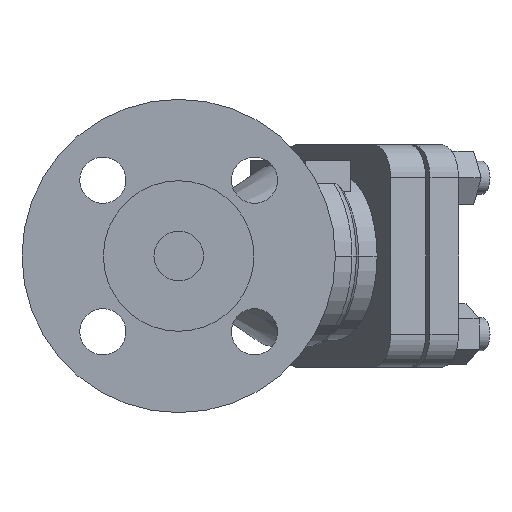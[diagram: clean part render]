
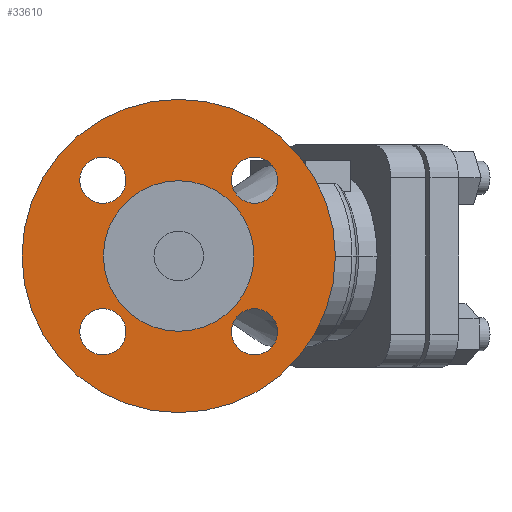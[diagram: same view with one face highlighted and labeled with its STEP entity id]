
A CAD part, left-side view. The second image highlights one B-rep face of the part: STEP entity #33610.
In plain terms, the highlighted planar face has unit normal (-1, 0, 0).
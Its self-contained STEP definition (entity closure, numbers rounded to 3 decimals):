
#3300=CARTESIAN_POINT('',(8.065,0.,0.));
#3310=DIRECTION('',(1.,0.,0.));
#3320=DIRECTION('',(0.,1.,0.));
#3330=AXIS2_PLACEMENT_3D('',#3300,#3310,#3320);
#3340=CYLINDRICAL_SURFACE('',#3330,22.815);
#3410=CARTESIAN_POINT('',(2.74,22.815,0.));
#3420=VERTEX_POINT('',#3410);
#3460=CARTESIAN_POINT('',(2.74,0.,0.));
#3470=DIRECTION('',(-1.,0.,0.));
#3480=DIRECTION('',(0.,1.,0.));
#3490=AXIS2_PLACEMENT_3D('',#3460,#3470,#3480);
#3500=CIRCLE('',#3490,22.815);
#3510=CARTESIAN_POINT('',(2.74,-22.815,0.));
#3520=VERTEX_POINT('',#3510);
#3530=CARTESIAN_POINT('',(2.74,0.,0.));
#3540=DIRECTION('',(1.,0.,0.));
#3550=DIRECTION('',(0.,0.,-1.));
#3560=AXIS2_PLACEMENT_3D('',#3530,#3540,#3550);
#3570=PLANE('',#3560);
#3580=SURFACE_CURVE('',#3500,(#3340,#3570),.CURVE_3D.);
#3590=EDGE_CURVE('',#3520,#3420,#3580,.T.);
#5430=CARTESIAN_POINT('',(16.13,0.,0.));
#5440=DIRECTION('',(1.,0.,0.));
#5450=DIRECTION('',(0.,0.,-1.));
#5460=AXIS2_PLACEMENT_3D('',#5430,#5440,#5450);
#5470=CYLINDRICAL_SURFACE('',#5460,47.5);
#5520=CARTESIAN_POINT('',(2.74,0.,-47.5));
#5530=VERTEX_POINT('',#5520);
#5590=CARTESIAN_POINT('',(2.74,0.,0.));
#5600=DIRECTION('',(1.,0.,0.));
#5610=DIRECTION('',(0.,0.,-1.));
#5620=AXIS2_PLACEMENT_3D('',#5590,#5600,#5610);
#5630=CIRCLE('',#5620,47.5);
#5640=CARTESIAN_POINT('',(2.74,0.,47.5));
#5650=VERTEX_POINT('',#5640);
#5660=SURFACE_CURVE('',#5630,(#5470,#3570),.CURVE_3D.);
#5670=EDGE_CURVE('',#5650,#5530,#5660,.T.);
#5890=CARTESIAN_POINT('',(16.13,22.981,-22.981));
#5900=DIRECTION('',(1.,0.,0.));
#5910=DIRECTION('',(0.,0.,-1.));
#5920=AXIS2_PLACEMENT_3D('',#5890,#5900,#5910);
#5930=CYLINDRICAL_SURFACE('',#5920,7.);
#5980=CARTESIAN_POINT('',(2.74,22.981,-15.981));
#5990=VERTEX_POINT('',#5980);
#6190=CARTESIAN_POINT('',(2.74,22.981,-29.981));
#6200=VERTEX_POINT('',#6190);
#6240=CARTESIAN_POINT('',(2.74,22.981,-22.981));
#6250=DIRECTION('',(-1.,0.,0.));
#6260=DIRECTION('',(0.,0.,-1.));
#6270=AXIS2_PLACEMENT_3D('',#6240,#6250,#6260);
#6280=CIRCLE('',#6270,7.);
#6290=SURFACE_CURVE('',#6280,(#5930,#3570),.CURVE_3D.);
#6300=EDGE_CURVE('',#5990,#6200,#6290,.T.);
#6350=CARTESIAN_POINT('',(16.13,-22.981,-22.981));
#6360=DIRECTION('',(1.,0.,0.));
#6370=DIRECTION('',(0.,0.,-1.));
#6380=AXIS2_PLACEMENT_3D('',#6350,#6360,#6370);
#6390=CYLINDRICAL_SURFACE('',#6380,7.);
#6440=CARTESIAN_POINT('',(2.74,-22.981,-29.981));
#6450=VERTEX_POINT('',#6440);
#6650=CARTESIAN_POINT('',(2.74,-22.981,-15.981));
#6660=VERTEX_POINT('',#6650);
#6700=CARTESIAN_POINT('',(2.74,-22.981,-22.981));
#6710=DIRECTION('',(-1.,0.,0.));
#6720=DIRECTION('',(0.,0.,-1.));
#6730=AXIS2_PLACEMENT_3D('',#6700,#6710,#6720);
#6740=CIRCLE('',#6730,7.);
#6750=SURFACE_CURVE('',#6740,(#6390,#3570),.CURVE_3D.);
#6760=EDGE_CURVE('',#6450,#6660,#6750,.T.);
#6810=CARTESIAN_POINT('',(16.13,22.981,22.981));
#6820=DIRECTION('',(1.,0.,0.));
#6830=DIRECTION('',(0.,0.,-1.));
#6840=AXIS2_PLACEMENT_3D('',#6810,#6820,#6830);
#6850=CYLINDRICAL_SURFACE('',#6840,7.);
#6900=CARTESIAN_POINT('',(2.74,22.981,15.981));
#6910=VERTEX_POINT('',#6900);
#7110=CARTESIAN_POINT('',(2.74,22.981,29.981));
#7120=VERTEX_POINT('',#7110);
#7160=CARTESIAN_POINT('',(2.74,22.981,22.981));
#7170=DIRECTION('',(-1.,0.,0.));
#7180=DIRECTION('',(0.,0.,-1.));
#7190=AXIS2_PLACEMENT_3D('',#7160,#7170,#7180);
#7200=CIRCLE('',#7190,7.);
#7210=SURFACE_CURVE('',#7200,(#6850,#3570),.CURVE_3D.);
#7220=EDGE_CURVE('',#6910,#7120,#7210,.T.);
#7270=CARTESIAN_POINT('',(16.13,-22.981,22.981));
#7280=DIRECTION('',(1.,0.,0.));
#7290=DIRECTION('',(0.,0.,-1.));
#7300=AXIS2_PLACEMENT_3D('',#7270,#7280,#7290);
#7310=CYLINDRICAL_SURFACE('',#7300,7.);
#7360=CARTESIAN_POINT('',(2.74,-22.981,15.981));
#7370=VERTEX_POINT('',#7360);
#7430=CARTESIAN_POINT('',(2.74,-22.981,22.981));
#7440=DIRECTION('',(-1.,0.,0.));
#7450=DIRECTION('',(0.,0.,-1.));
#7460=AXIS2_PLACEMENT_3D('',#7430,#7440,#7450);
#7470=CIRCLE('',#7460,7.);
#7480=CARTESIAN_POINT('',(2.74,-22.981,29.981));
#7490=VERTEX_POINT('',#7480);
#7500=SURFACE_CURVE('',#7470,(#7310,#3570),.CURVE_3D.);
#7510=EDGE_CURVE('',#7490,#7370,#7500,.T.);
#33250=ORIENTED_EDGE('',*,*,#7510,.F.);
#33260=SURFACE_CURVE('',#7470,(#7310,#3570),.CURVE_3D.);
#33270=EDGE_CURVE('',#7370,#7490,#33260,.T.);
#33280=ORIENTED_EDGE('',*,*,#33270,.F.);
#33290=EDGE_LOOP('',(#33280,#33250));
#33300=FACE_BOUND('',#33290,.T.);
#33310=SURFACE_CURVE('',#7200,(#6850,#3570),.CURVE_3D.);
#33320=EDGE_CURVE('',#7120,#6910,#33310,.T.);
#33330=ORIENTED_EDGE('',*,*,#33320,.F.);
#33340=ORIENTED_EDGE('',*,*,#7220,.F.);
#33350=EDGE_LOOP('',(#33340,#33330));
#33360=FACE_BOUND('',#33350,.T.);
#33370=SURFACE_CURVE('',#6740,(#6390,#3570),.CURVE_3D.);
#33380=EDGE_CURVE('',#6660,#6450,#33370,.T.);
#33390=ORIENTED_EDGE('',*,*,#33380,.F.);
#33400=ORIENTED_EDGE('',*,*,#6760,.F.);
#33410=EDGE_LOOP('',(#33400,#33390));
#33420=FACE_BOUND('',#33410,.T.);
#33430=SURFACE_CURVE('',#6280,(#5930,#3570),.CURVE_3D.);
#33440=EDGE_CURVE('',#6200,#5990,#33430,.T.);
#33450=ORIENTED_EDGE('',*,*,#33440,.F.);
#33460=ORIENTED_EDGE('',*,*,#6300,.F.);
#33470=EDGE_LOOP('',(#33460,#33450));
#33480=FACE_BOUND('',#33470,.T.);
#33490=ORIENTED_EDGE('',*,*,#5670,.F.);
#33500=SURFACE_CURVE('',#5630,(#5470,#3570),.CURVE_3D.);
#33510=EDGE_CURVE('',#5530,#5650,#33500,.T.);
#33520=ORIENTED_EDGE('',*,*,#33510,.F.);
#33530=EDGE_LOOP('',(#33520,#33490));
#33540=FACE_OUTER_BOUND('',#33530,.T.);
#33550=ORIENTED_EDGE('',*,*,#3590,.F.);
#33560=SURFACE_CURVE('',#3500,(#3340,#3570),.CURVE_3D.);
#33570=EDGE_CURVE('',#3420,#3520,#33560,.T.);
#33580=ORIENTED_EDGE('',*,*,#33570,.F.);
#33590=EDGE_LOOP('',(#33580,#33550));
#33600=FACE_BOUND('',#33590,.T.);
#33610=ADVANCED_FACE('',(#33300,#33360,#33420,#33480,#33540,#33600),
#3570,.F.);
